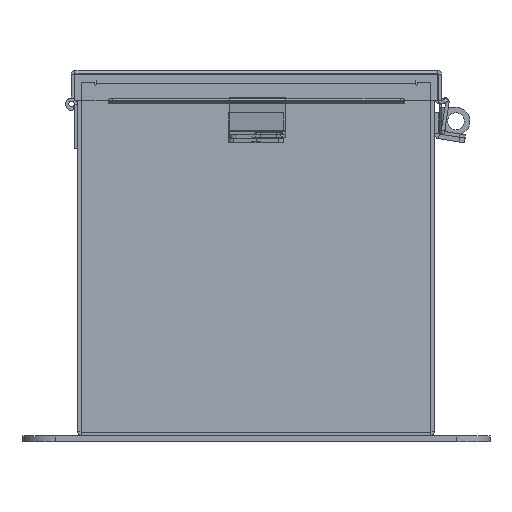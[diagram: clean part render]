
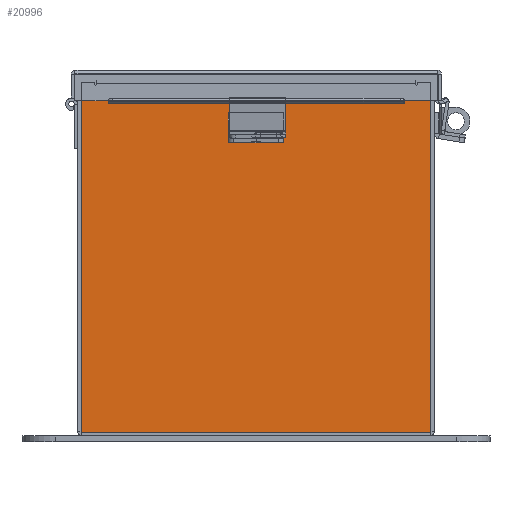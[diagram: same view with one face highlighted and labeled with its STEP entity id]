
A CAD part, front view. The second image highlights one B-rep face of the part: STEP entity #20996.
In plain terms, the highlighted face is planar.
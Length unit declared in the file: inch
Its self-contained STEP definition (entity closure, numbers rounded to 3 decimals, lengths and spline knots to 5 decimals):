
#11 = CARTESIAN_POINT ( 'NONE',  ( -3.9253, 0., 3.9253 ) ) ;
#912 = ORIENTED_EDGE ( 'NONE', *, *, #7826, .F. ) ;
#1025 = VERTEX_POINT ( 'NONE', #9952 ) ;
#1423 = LINE ( 'NONE', #16126, #29673 ) ;
#1580 = CARTESIAN_POINT ( 'NONE',  ( 3.9253, 0., 3.9253 ) ) ;
#1599 = CARTESIAN_POINT ( 'NONE',  ( -3.5823, 0., 0. ) ) ;
#1897 = ORIENTED_EDGE ( 'NONE', *, *, #23915, .T. ) ;
#2000 = VECTOR ( 'NONE', #12822, 39.37008 ) ;
#2147 = DIRECTION ( 'NONE',  ( 0., 0., -1. ) ) ;
#2553 = LINE ( 'NONE', #12323, #16689 ) ;
#3401 = VERTEX_POINT ( 'NONE', #32898 ) ;
#4339 = EDGE_CURVE ( 'NONE', #17483, #3401, #23679, .T. ) ;
#4362 = CARTESIAN_POINT ( 'NONE',  ( -3.9253, 0., 3.9253 ) ) ;
#4383 = DIRECTION ( 'NONE',  ( 0., 0., -1. ) ) ;
#4519 = DIRECTION ( 'NONE',  ( 0., 0., -1. ) ) ;
#4535 = VERTEX_POINT ( 'NONE', #16505 ) ;
#4927 = LINE ( 'NONE', #1580, #25740 ) ;
#5321 = LINE ( 'NONE', #10431, #27011 ) ;
#6035 = ORIENTED_EDGE ( 'NONE', *, *, #27642, .T. ) ;
#6760 = DIRECTION ( 'NONE',  ( 0., 0., 1. ) ) ;
#7253 = CARTESIAN_POINT ( 'NONE',  ( -3.9253, 0., 3.9253 ) ) ;
#7457 = ORIENTED_EDGE ( 'NONE', *, *, #21478, .F. ) ;
#7573 = DIRECTION ( 'NONE',  ( 0., 1., 0. ) ) ;
#7730 = VERTEX_POINT ( 'NONE', #36276 ) ;
#7826 = EDGE_CURVE ( 'NONE', #19527, #4535, #11096, .T. ) ;
#9389 = LINE ( 'NONE', #4362, #23521 ) ;
#9610 = FACE_OUTER_BOUND ( 'NONE', #23306, .T. ) ;
#9702 = LINE ( 'NONE', #11, #23813 ) ;
#9952 = CARTESIAN_POINT ( 'NONE',  ( 3.61965, 0., 3.9253 ) ) ;
#10431 = CARTESIAN_POINT ( 'NONE',  ( -3.5823, 0., 3.9123 ) ) ;
#10830 = ORIENTED_EDGE ( 'NONE', *, *, #30036, .F. ) ;
#11096 = LINE ( 'NONE', #29236, #33575 ) ;
#11280 = CARTESIAN_POINT ( 'NONE',  ( -3.9253, 0., -3.9253 ) ) ;
#11739 = CARTESIAN_POINT ( 'NONE',  ( -3.5823, 0., 3.9123 ) ) ;
#12323 = CARTESIAN_POINT ( 'NONE',  ( -3.9253, 0., -3.9253 ) ) ;
#12417 = DIRECTION ( 'NONE',  ( 0., 0., 1. ) ) ;
#12822 = DIRECTION ( 'NONE',  ( 0., 0., -1. ) ) ;
#13267 = VERTEX_POINT ( 'NONE', #22250 ) ;
#13580 = DIRECTION ( 'NONE',  ( 0., 1., 0. ) ) ;
#14094 = EDGE_CURVE ( 'NONE', #3401, #19527, #24269, .T. ) ;
#14134 = VECTOR ( 'NONE', #2147, 39.37008 ) ;
#14371 = EDGE_CURVE ( 'NONE', #22161, #4535, #9702, .T. ) ;
#14825 = ORIENTED_EDGE ( 'NONE', *, *, #14094, .F. ) ;
#15162 = DIRECTION ( 'NONE',  ( -1., 0., 0. ) ) ;
#15285 = LINE ( 'NONE', #29326, #30293 ) ;
#15439 = AXIS2_PLACEMENT_3D ( 'NONE', #18602, #21471, #4519 ) ;
#15780 = PLANE ( 'NONE',  #15439 ) ;
#16050 = VERTEX_POINT ( 'NONE', #11280 ) ;
#16126 = CARTESIAN_POINT ( 'NONE',  ( -3.9253, 0., 3.9253 ) ) ;
#16223 = CARTESIAN_POINT ( 'NONE',  ( 3.61965, 0., 0. ) ) ;
#16505 = CARTESIAN_POINT ( 'NONE',  ( -3.61965, 0., 3.9253 ) ) ;
#16689 = VECTOR ( 'NONE', #15162, 39.37008 ) ;
#17483 = VERTEX_POINT ( 'NONE', #11739 ) ;
#18453 = CARTESIAN_POINT ( 'NONE',  ( 3.5823, 0., 3.9123 ) ) ;
#18602 = CARTESIAN_POINT ( 'NONE',  ( 0., 0., 0. ) ) ;
#18954 = DIRECTION ( 'NONE',  ( 0., 0., 1. ) ) ;
#19527 = VERTEX_POINT ( 'NONE', #31397 ) ;
#20996 = ADVANCED_FACE ( 'NONE', ( #9610 ), #15780, .F. ) ;
#21211 = ORIENTED_EDGE ( 'NONE', *, *, #14371, .T. ) ;
#21471 = DIRECTION ( 'NONE',  ( 0., -1., 0. ) ) ;
#21478 = EDGE_CURVE ( 'NONE', #13267, #28149, #15285, .T. ) ;
#21665 = DIRECTION ( 'NONE',  ( 1., 0., 0. ) ) ;
#22161 = VERTEX_POINT ( 'NONE', #7253 ) ;
#22250 = CARTESIAN_POINT ( 'NONE',  ( 3.5823, 0., 3.87495 ) ) ;
#22539 = LINE ( 'NONE', #16223, #14134 ) ;
#22623 = DIRECTION ( 'NONE',  ( 1., 0., 0. ) ) ;
#23306 = EDGE_LOOP ( 'NONE', ( #912, #14825, #30285, #24804, #7457, #27660, #10830, #31464, #6035, #1897, #31577, #21211 ) ) ;
#23521 = VECTOR ( 'NONE', #27005, 39.37008 ) ;
#23679 = LINE ( 'NONE', #1599, #2000 ) ;
#23813 = VECTOR ( 'NONE', #22623, 39.37008 ) ;
#23915 = EDGE_CURVE ( 'NONE', #7730, #16050, #2553, .T. ) ;
#24269 = CIRCLE ( 'NONE', #29298, 0.01868 ) ;
#24506 = CARTESIAN_POINT ( 'NONE',  ( -3.60097, 0., 3.87495 ) ) ;
#24804 = ORIENTED_EDGE ( 'NONE', *, *, #28261, .T. ) ;
#25740 = VECTOR ( 'NONE', #4383, 39.37008 ) ;
#25819 = CIRCLE ( 'NONE', #35203, 0.01868 ) ;
#26738 = EDGE_CURVE ( 'NONE', #36043, #13267, #25819, .T. ) ;
#27005 = DIRECTION ( 'NONE',  ( 1., 0., 0. ) ) ;
#27011 = VECTOR ( 'NONE', #21665, 39.37008 ) ;
#27350 = DIRECTION ( 'NONE',  ( 0., 0., -1. ) ) ;
#27642 = EDGE_CURVE ( 'NONE', #32274, #7730, #4927, .T. ) ;
#27660 = ORIENTED_EDGE ( 'NONE', *, *, #26738, .F. ) ;
#27741 = EDGE_CURVE ( 'NONE', #16050, #22161, #1423, .T. ) ;
#28149 = VERTEX_POINT ( 'NONE', #18453 ) ;
#28261 = EDGE_CURVE ( 'NONE', #17483, #28149, #5321, .T. ) ;
#29236 = CARTESIAN_POINT ( 'NONE',  ( -3.61965, 0., 0. ) ) ;
#29298 = AXIS2_PLACEMENT_3D ( 'NONE', #24506, #7573, #27350 ) ;
#29326 = CARTESIAN_POINT ( 'NONE',  ( 3.5823, 0., 0. ) ) ;
#29673 = VECTOR ( 'NONE', #18954, 39.37008 ) ;
#29769 = CARTESIAN_POINT ( 'NONE',  ( 3.9253, 0., 3.9253 ) ) ;
#30036 = EDGE_CURVE ( 'NONE', #1025, #36043, #22539, .T. ) ;
#30285 = ORIENTED_EDGE ( 'NONE', *, *, #4339, .F. ) ;
#30293 = VECTOR ( 'NONE', #12417, 39.37008 ) ;
#30475 = CARTESIAN_POINT ( 'NONE',  ( 3.60098, 0., 3.87495 ) ) ;
#31397 = CARTESIAN_POINT ( 'NONE',  ( -3.61965, 0., 3.87495 ) ) ;
#31464 = ORIENTED_EDGE ( 'NONE', *, *, #35472, .T. ) ;
#31577 = ORIENTED_EDGE ( 'NONE', *, *, #27741, .T. ) ;
#32274 = VERTEX_POINT ( 'NONE', #29769 ) ;
#32340 = CARTESIAN_POINT ( 'NONE',  ( 3.61965, 0., 3.87495 ) ) ;
#32898 = CARTESIAN_POINT ( 'NONE',  ( -3.5823, 0., 3.87495 ) ) ;
#33298 = DIRECTION ( 'NONE',  ( 0., 0., -1. ) ) ;
#33575 = VECTOR ( 'NONE', #6760, 39.37008 ) ;
#35203 = AXIS2_PLACEMENT_3D ( 'NONE', #30475, #13580, #33298 ) ;
#35472 = EDGE_CURVE ( 'NONE', #1025, #32274, #9389, .T. ) ;
#36043 = VERTEX_POINT ( 'NONE', #32340 ) ;
#36276 = CARTESIAN_POINT ( 'NONE',  ( 3.9253, 0., -3.9253 ) ) ;
